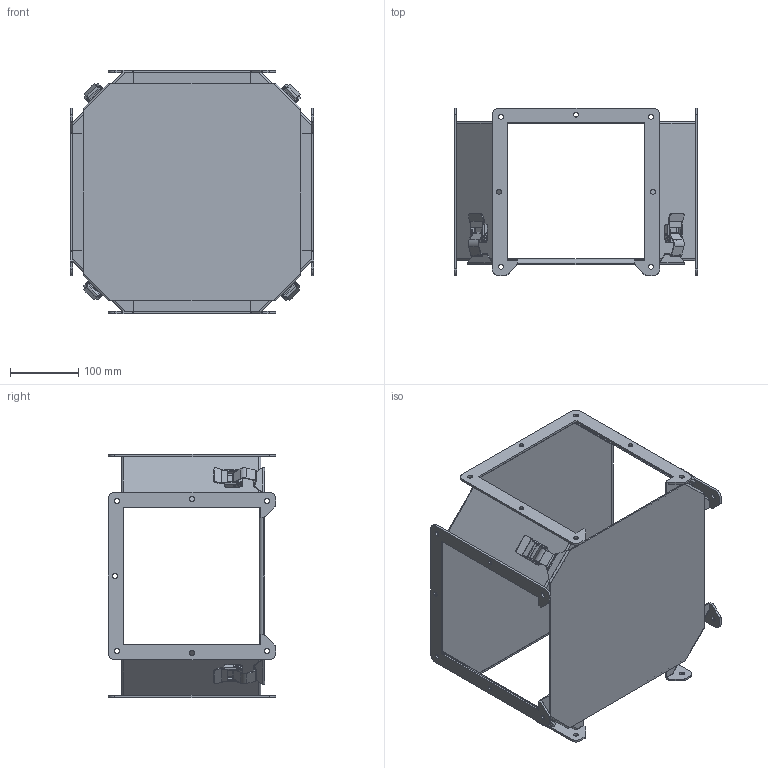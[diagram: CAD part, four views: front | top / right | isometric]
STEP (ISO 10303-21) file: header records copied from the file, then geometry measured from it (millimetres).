
FILE_DESCRIPTION (( 'STEP AP203' ), '1' );
FILE_NAME ('1485EY.step', '2020-11-19T14:43:33', ( 'ADC123' ), ( 'Microsoft' ), 'SwSTEP 2.0', 'SolidWorks 2019', '' );
FILE_SCHEMA (( 'CONFIG_CONTROL_DESIGN' ));
Length unit declared in the file: inch
Products named in the file (1): 1485EY
Bounding box: 355.6 x 244.47 x 355.6 mm (x, y, z)
Volume: 836710.9 mm3; surface area: 824522.2 mm2
Topology: 19 solids, 19 shells, 787 faces, 2062 edges, 1334 vertices
Faces by surface type: plane 429, cylinder 309, bspline 49
Full cylindrical faces by diameter (mm): 3.175 x4, 3.302 x8, 3.969 x8, 4.166 x8, 4.763 x12, 7.137 x28
Entity records: 26397 total; most frequent: CARTESIAN_POINT 7089, ORIENTED_EDGE 3980, DIRECTION 3858, EDGE_CURVE 1990, VERTEX_POINT 1330, VECTOR 1296, LINE 1296, AXIS2_PLACEMENT_3D 1281
